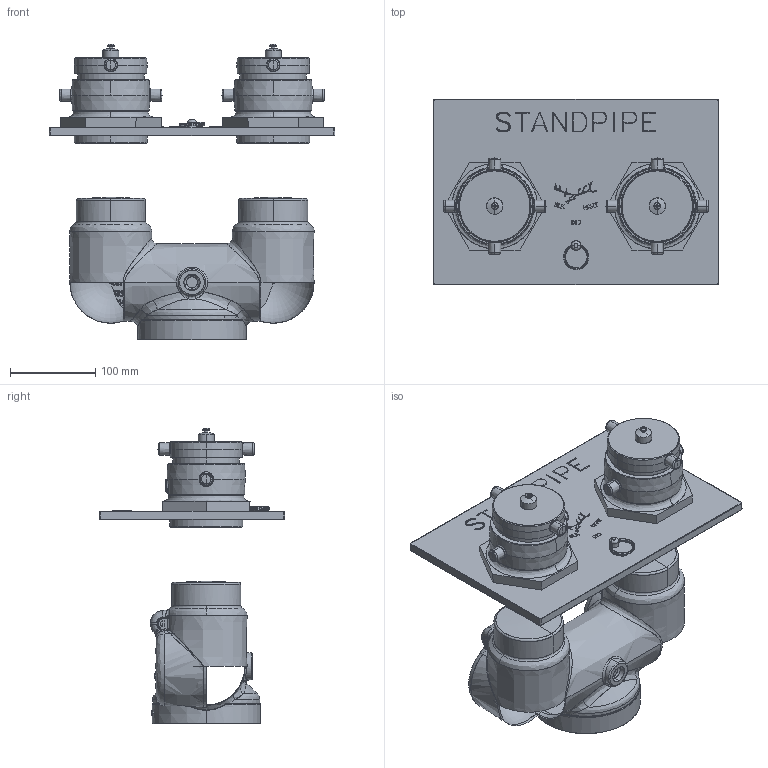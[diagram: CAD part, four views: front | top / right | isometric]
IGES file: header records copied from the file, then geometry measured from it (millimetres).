
Start section: SolidWorks IGES file using analytic representation for surfaces
Global section: file name: 166(2.5X2.5X4.0)00533001.IGS; native system: SolidWorks 2019; preprocessor: SolidWorks 2019; author: tmott; date: 210510.105956; units: inch
Bounding box: 334.94 x 217.46 x 346.8 mm (x, y, z)
Surface area: 375890 mm2 (no closed solid volume)
Topology: 0 solids, 0 shells, 1424 faces, 19477 edges, 19438 vertices
Faces by surface type: bspline 1178, revolution 246
